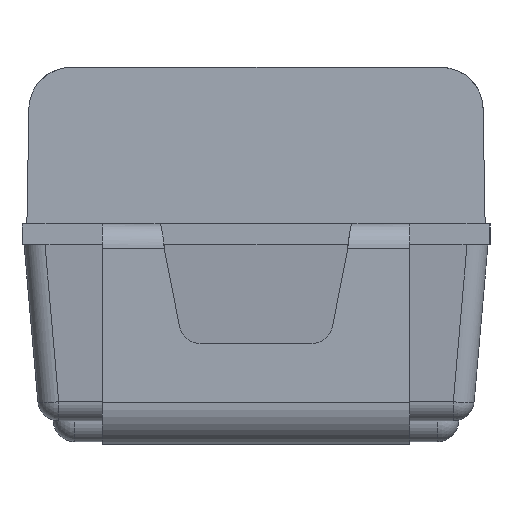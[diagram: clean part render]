
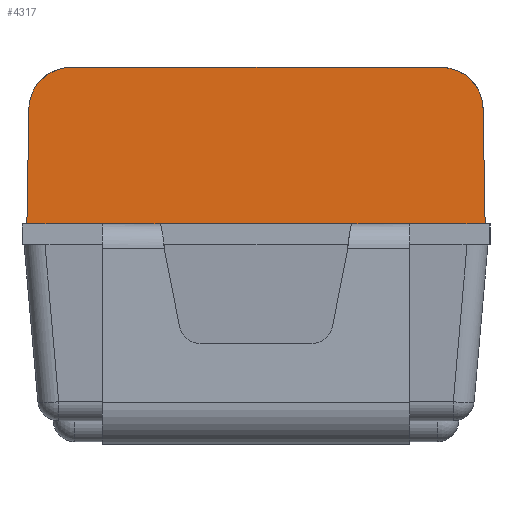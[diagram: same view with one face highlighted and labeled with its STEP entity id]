
A CAD part, left-side view. The second image highlights one B-rep face of the part: STEP entity #4317.
In plain terms, the highlighted planar face has unit normal (-1, 0, 0.018).
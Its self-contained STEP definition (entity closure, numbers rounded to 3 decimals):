
#90 = LINE ( 'NONE', #8522, #7276 ) ;
#594 =( BOUNDED_CURVE ( )  B_SPLINE_CURVE ( 3, ( #7737, #1406, #3226, #9549 ),
 .UNSPECIFIED., .F., .F. ) 
 B_SPLINE_CURVE_WITH_KNOTS ( ( 4, 4 ),
 ( 3.142, 4.695 ),
 .UNSPECIFIED. ) 
 CURVE ( )  GEOMETRIC_REPRESENTATION_ITEM ( )  RATIONAL_B_SPLINE_CURVE ( ( 1., 0.809, 0.809, 1. ) ) 
 REPRESENTATION_ITEM ( '' )  );
#722 = CARTESIAN_POINT ( 'NONE',  ( -2.875, 1.64, 1.58 ) ) ;
#870 = PLANE ( 'NONE',  #10095 ) ;
#919 = ORIENTED_EDGE ( 'NONE', *, *, #3086, .F. ) ;
#998 = DIRECTION ( 'NONE',  ( 0., 1., 0. ) ) ;
#1016 = ORIENTED_EDGE ( 'NONE', *, *, #3193, .T. ) ;
#1069 = CARTESIAN_POINT ( 'NONE',  ( -2.858, -1.623, 2.578 ) ) ;
#1118 = CARTESIAN_POINT ( 'NONE',  ( -2.855, -1.325, 2.7 ) ) ;
#1131 = CARTESIAN_POINT ( 'NONE',  ( -2.875, -1.64, 1.58 ) ) ;
#1163 = DIRECTION ( 'NONE',  ( -0.017, -0.017, -1. ) ) ;
#1197 = ORIENTED_EDGE ( 'NONE', *, *, #6963, .F. ) ;
#1201 = ORIENTED_EDGE ( 'NONE', *, *, #6493, .T. ) ;
#1310 = ORIENTED_EDGE ( 'NONE', *, *, #10387, .T. ) ;
#1345 = VERTEX_POINT ( 'NONE', #5700 ) ;
#1402 = CARTESIAN_POINT ( 'NONE',  ( -2.875, -1.1, 1.58 ) ) ;
#1406 = CARTESIAN_POINT ( 'NONE',  ( -2.855, 1.498, 2.7 ) ) ;
#1599 = DIRECTION ( 'NONE',  ( -0.017, 0.017, -1. ) ) ;
#1658 = VECTOR ( 'NONE', #1163, 1000. ) ;
#1834 = DIRECTION ( 'NONE',  ( 0., -1., 0. ) ) ;
#2410 = ORIENTED_EDGE ( 'NONE', *, *, #11142, .F. ) ;
#2429 = EDGE_CURVE ( 'NONE', #10900, #7081, #5413, .T. ) ;
#2859 = CARTESIAN_POINT ( 'NONE',  ( -2.875, 0.687, 1.58 ) ) ;
#2893 = CARTESIAN_POINT ( 'NONE',  ( -2.855, -1.325, 2.7 ) ) ;
#3086 = EDGE_CURVE ( 'NONE', #4527, #10402, #10652, .T. ) ;
#3138 = LINE ( 'NONE', #5212, #10073 ) ;
#3193 = EDGE_CURVE ( 'NONE', #6166, #7678, #3138, .T. ) ;
#3226 = CARTESIAN_POINT ( 'NONE',  ( -2.858, 1.623, 2.578 ) ) ;
#3338 = DIRECTION ( 'NONE',  ( 0., -1., 0. ) ) ;
#3444 = VECTOR ( 'NONE', #998, 1000. ) ;
#3813 = CARTESIAN_POINT ( 'NONE',  ( -2.875, 1.64, 1.58 ) ) ;
#4139 = DIRECTION ( 'NONE',  ( 0., -1., 0. ) ) ;
#4258 = EDGE_CURVE ( 'NONE', #7678, #5601, #6564, .T. ) ;
#4317 = ADVANCED_FACE ( 'NONE', ( #9932 ), #870, .T. ) ;
#4492 = VECTOR ( 'NONE', #4725, 1000. ) ;
#4494 = DIRECTION ( 'NONE',  ( -1., 0., 0.017 ) ) ;
#4527 = VERTEX_POINT ( 'NONE', #5187 ) ;
#4725 = DIRECTION ( 'NONE',  ( 0., -1., 0. ) ) ;
#5187 = CARTESIAN_POINT ( 'NONE',  ( -2.855, 1.325, 2.7 ) ) ;
#5212 = CARTESIAN_POINT ( 'NONE',  ( -2.875, 1.64, 1.58 ) ) ;
#5413 = LINE ( 'NONE', #5448, #7513 ) ;
#5448 = CARTESIAN_POINT ( 'NONE',  ( -2.875, 1.64, 1.58 ) ) ;
#5601 = VERTEX_POINT ( 'NONE', #9491 ) ;
#5700 = CARTESIAN_POINT ( 'NONE',  ( -2.875, -0.687, 1.58 ) ) ;
#5829 = VECTOR ( 'NONE', #3338, 1000. ) ;
#5882 =( BOUNDED_CURVE ( )  B_SPLINE_CURVE ( 3, ( #8248, #1069, #8289, #2893 ),
 .UNSPECIFIED., .F., .T. ) 
 B_SPLINE_CURVE_WITH_KNOTS ( ( 4, 4 ),
 ( 4.73, 6.283 ),
 .UNSPECIFIED. ) 
 CURVE ( )  GEOMETRIC_REPRESENTATION_ITEM ( )  RATIONAL_B_SPLINE_CURVE ( ( 1., 0.809, 0.809, 1. ) ) 
 REPRESENTATION_ITEM ( '' )  );
#6128 = VERTEX_POINT ( 'NONE', #7461 ) ;
#6166 = VERTEX_POINT ( 'NONE', #6692 ) ;
#6173 = ORIENTED_EDGE ( 'NONE', *, *, #9585, .T. ) ;
#6211 = ORIENTED_EDGE ( 'NONE', *, *, #4258, .T. ) ;
#6466 = LINE ( 'NONE', #1131, #1658 ) ;
#6493 = EDGE_CURVE ( 'NONE', #4527, #6166, #594, .T. ) ;
#6543 = CARTESIAN_POINT ( 'NONE',  ( -2.875, 1.1, 1.58 ) ) ;
#6564 = LINE ( 'NONE', #3813, #8956 ) ;
#6692 = CARTESIAN_POINT ( 'NONE',  ( -2.861, 1.626, 2.404 ) ) ;
#6868 = CARTESIAN_POINT ( 'NONE',  ( -2.875, -1.64, 1.58 ) ) ;
#6905 = CARTESIAN_POINT ( 'NONE',  ( -2.875, 0.687, 1.58 ) ) ;
#6963 = EDGE_CURVE ( 'NONE', #6128, #7081, #6466, .T. ) ;
#7081 = VERTEX_POINT ( 'NONE', #6868 ) ;
#7276 = VECTOR ( 'NONE', #4139, 1000. ) ;
#7461 = CARTESIAN_POINT ( 'NONE',  ( -2.861, -1.626, 2.404 ) ) ;
#7513 = VECTOR ( 'NONE', #1834, 1000. ) ;
#7678 = VERTEX_POINT ( 'NONE', #722 ) ;
#7737 = CARTESIAN_POINT ( 'NONE',  ( -2.855, 1.325, 2.7 ) ) ;
#8224 = ORIENTED_EDGE ( 'NONE', *, *, #2429, .T. ) ;
#8248 = CARTESIAN_POINT ( 'NONE',  ( -2.861, -1.626, 2.404 ) ) ;
#8289 = CARTESIAN_POINT ( 'NONE',  ( -2.855, -1.498, 2.7 ) ) ;
#8522 = CARTESIAN_POINT ( 'NONE',  ( -2.875, 1.1, 1.58 ) ) ;
#8621 = EDGE_LOOP ( 'NONE', ( #1197, #6173, #919, #1201, #1016, #6211, #1310, #2410, #9047, #8224 ) ) ;
#8956 = VECTOR ( 'NONE', #9236, 1000. ) ;
#9047 = ORIENTED_EDGE ( 'NONE', *, *, #10907, .T. ) ;
#9236 = DIRECTION ( 'NONE',  ( 0., -1., 0. ) ) ;
#9382 = VERTEX_POINT ( 'NONE', #6905 ) ;
#9491 = CARTESIAN_POINT ( 'NONE',  ( -2.875, 1.1, 1.58 ) ) ;
#9549 = CARTESIAN_POINT ( 'NONE',  ( -2.861, 1.626, 2.404 ) ) ;
#9585 = EDGE_CURVE ( 'NONE', #6128, #10402, #5882, .T. ) ;
#9897 = CARTESIAN_POINT ( 'NONE',  ( -2.875, 1.64, 1.58 ) ) ;
#9932 = FACE_OUTER_BOUND ( 'NONE', #8621, .T. ) ;
#10073 = VECTOR ( 'NONE', #1599, 1000. ) ;
#10095 = AXIS2_PLACEMENT_3D ( 'NONE', #9897, #4494, #10821 ) ;
#10387 = EDGE_CURVE ( 'NONE', #5601, #9382, #11707, .T. ) ;
#10395 = LINE ( 'NONE', #2859, #3444 ) ;
#10402 = VERTEX_POINT ( 'NONE', #1118 ) ;
#10587 = CARTESIAN_POINT ( 'NONE',  ( -2.855, 1.64, 2.7 ) ) ;
#10652 = LINE ( 'NONE', #10587, #5829 ) ;
#10821 = DIRECTION ( 'NONE',  ( 0.017, 0., 1. ) ) ;
#10900 = VERTEX_POINT ( 'NONE', #1402 ) ;
#10907 = EDGE_CURVE ( 'NONE', #1345, #10900, #90, .T. ) ;
#11142 = EDGE_CURVE ( 'NONE', #1345, #9382, #10395, .T. ) ;
#11707 = LINE ( 'NONE', #6543, #4492 ) ;
